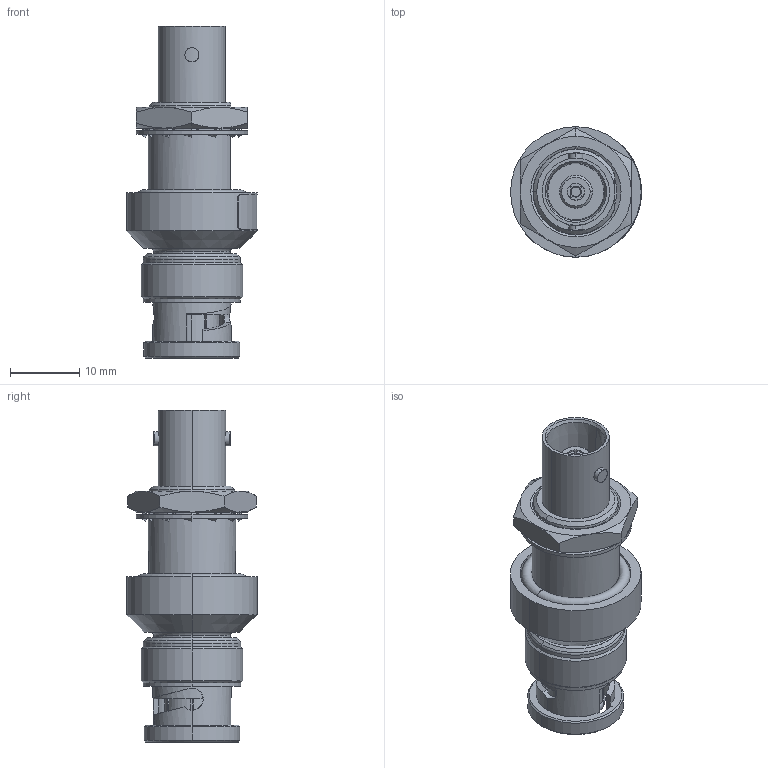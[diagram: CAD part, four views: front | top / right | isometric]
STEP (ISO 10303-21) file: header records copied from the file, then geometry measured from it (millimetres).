
FILE_DESCRIPTION (( 'STEP AP214' ), '1' );
FILE_NAME ('J01007A0002.STEP', '2016-11-21T09:20:59', ( '' ), ( '' ), 'SwSTEP 2.0', 'SolidWorks 2015', '' );
FILE_SCHEMA (( 'AUTOMOTIVE_DESIGN' ));
Length unit declared in the file: millimetre
Products named in the file (1): J01007A0002
Bounding box: 18.84 x 18.8 x 47.8 mm (x, y, z)
Volume: 6149.2 mm3; surface area: 4398.9 mm2
Topology: 3 solids, 3 shells, 328 faces, 833 edges, 528 vertices
Faces by surface type: plane 116, cylinder 99, cone 65, bspline 36, torus 12
Entity records: 14364 total; most frequent: CARTESIAN_POINT 3156, ORIENTED_EDGE 1666, DIRECTION 1478, EDGE_CURVE 833, AXIS2_PLACEMENT_3D 532, VERTEX_POINT 528, VECTOR 414, LINE 414
